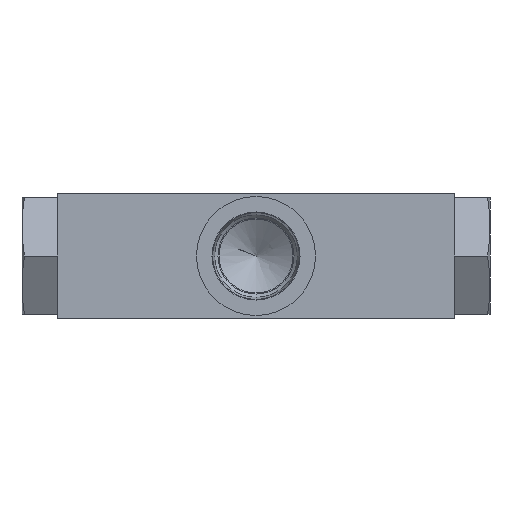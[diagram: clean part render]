
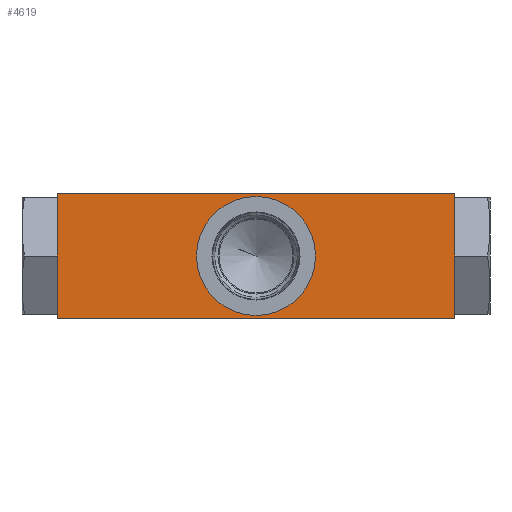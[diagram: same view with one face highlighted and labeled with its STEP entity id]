
A CAD part, front view. The second image highlights one B-rep face of the part: STEP entity #4619.
In plain terms, the highlighted planar face has unit normal (0, -1, 0).
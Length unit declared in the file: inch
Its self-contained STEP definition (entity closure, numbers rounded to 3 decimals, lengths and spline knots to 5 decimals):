
#2743=CARTESIAN_POINT('',(0.0,0.0,1.0));
#2744=VERTEX_POINT('',#2743);
#2751=CARTESIAN_POINT('',(6.375,0.0,1.0));
#2752=VERTEX_POINT('',#2751);
#2753=CARTESIAN_POINT('',(6.375,0.0,1.0));
#2754=DIRECTION('',(-1.0,0.0,0.0));
#2755=VECTOR('',#2754,6.375);
#2756=LINE('',#2753,#2755);
#2757=EDGE_CURVE('',#2752,#2744,#2756,.T.);
#3528=CARTESIAN_POINT('',(0.0,0.0,-1.0));
#3529=VERTEX_POINT('',#3528);
#3536=CARTESIAN_POINT('',(0.0,0.0,1.0));
#3537=DIRECTION('',(0.0,0.0,-1.0));
#3538=VECTOR('',#3537,2.0);
#3539=LINE('',#3536,#3538);
#3540=EDGE_CURVE('',#2744,#3529,#3539,.T.);
#3801=CARTESIAN_POINT('',(6.375,0.0,-1.0));
#3802=VERTEX_POINT('',#3801);
#3803=CARTESIAN_POINT('',(6.375,0.0,-1.0));
#3804=DIRECTION('',(0.0,0.0,1.0));
#3805=VECTOR('',#3804,2.0);
#3806=LINE('',#3803,#3805);
#3807=EDGE_CURVE('',#3802,#2752,#3806,.T.);
#3867=CARTESIAN_POINT('',(0.0,0.0,-1.0));
#3868=DIRECTION('',(1.0,0.0,0.0));
#3869=VECTOR('',#3868,6.375);
#3870=LINE('',#3867,#3869);
#3871=EDGE_CURVE('',#3529,#3802,#3870,.T.);
#4083=CARTESIAN_POINT('',(4.1425,0.0,0.));
#4084=VERTEX_POINT('',#4083);
#4085=CARTESIAN_POINT('',(3.1875,0.0,0.0));
#4086=DIRECTION('',(0.0,1.0,0.0));
#4087=DIRECTION('',(-1.0,0.0,0.0));
#4088=AXIS2_PLACEMENT_3D('',#4085,#4086,#4087);
#4089=CIRCLE('',#4088,0.955);
#4090=EDGE_CURVE('',#4084,#4084,#4089,.T.);
#4605=CARTESIAN_POINT('',(6.375,0.0,0.0));
#4606=DIRECTION('',(0.0,-1.0,0.0));
#4607=DIRECTION('',(0.0,0.0,-1.0));
#4608=AXIS2_PLACEMENT_3D('',#4605,#4606,#4607);
#4609=PLANE('',#4608);
#4610=ORIENTED_EDGE('',*,*,#2757,.T.);
#4611=ORIENTED_EDGE('',*,*,#3540,.T.);
#4612=ORIENTED_EDGE('',*,*,#3871,.T.);
#4613=ORIENTED_EDGE('',*,*,#3807,.T.);
#4614=EDGE_LOOP('',(#4610,#4611,#4612,#4613));
#4615=FACE_OUTER_BOUND('',#4614,.T.);
#4616=ORIENTED_EDGE('',*,*,#4090,.T.);
#4617=EDGE_LOOP('',(#4616));
#4618=FACE_BOUND('',#4617,.T.);
#4619=ADVANCED_FACE('',(#4615,#4618),#4609,.T.);
